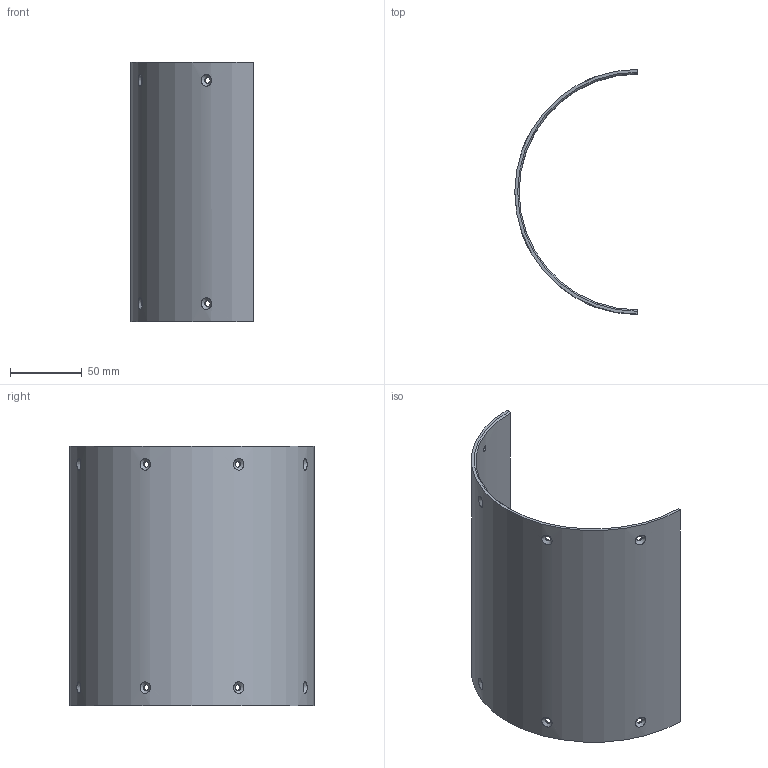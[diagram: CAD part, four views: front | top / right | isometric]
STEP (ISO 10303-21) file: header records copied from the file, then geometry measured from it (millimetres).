
FILE_DESCRIPTION(/* description */ (''),/* implementation_level */ '2;1');
FILE_NAME(/* name */ 'TWR.2A.4.04.00.001_Intersection_A.stp',/* time_stamp */ '2023-04-17T11:42:27+02:00',/* author */ (''),/* organization */ (''),/* preprocessor_version */ 'ST-DEVELOPER v18.101',/* originating_system */ 'SIEMENS PLM Software NX 2011',/* authorisation */ '');
FILE_SCHEMA (('AUTOMOTIVE_DESIGN { 1 0 10303 214 3 1 1 1 }'));
Length unit declared in the file: millimetre
Products named in the file (1): TWR.2A.4.04.00.001_Intersection_A_1 (2)
Bounding box: 85 x 170 x 180 mm (x, y, z)
Volume: 140822 mm3; surface area: 96809.8 mm2
Topology: 1 solids, 1 shells, 24 faces, 66 edges, 44 vertices
Faces by surface type: cylinder 10, cone 10, plane 4
Full cylindrical faces by diameter (mm): 4 x8
Entity records: 1548 total; most frequent: CARTESIAN_POINT 1015, DIRECTION 90, ORIENTED_EDGE 84, EDGE_LOOP 56, FACE_BOUND 50, EDGE_CURVE 42, AXIS2_PLACEMENT_3D 39, VERTEX_POINT 36
